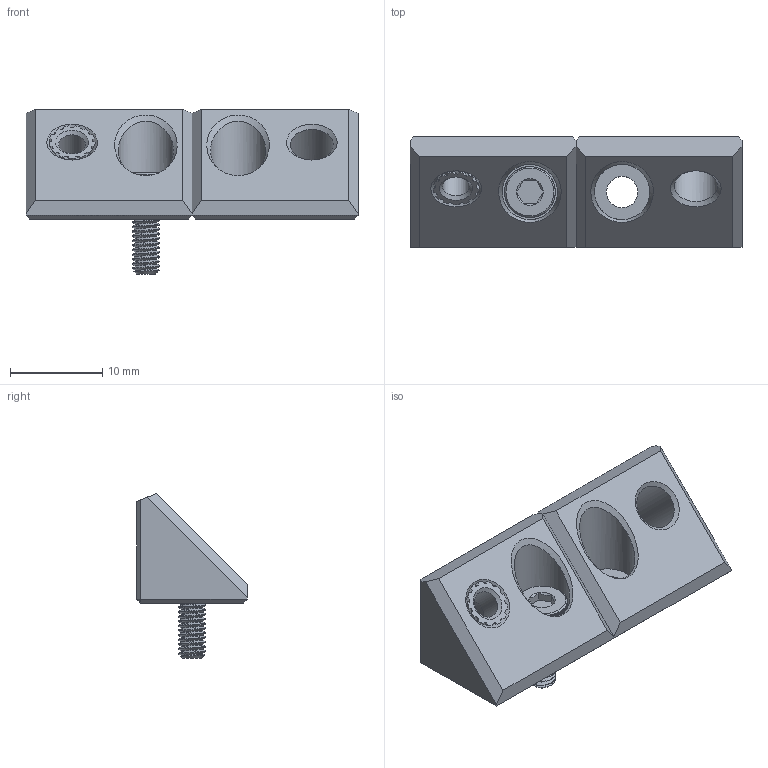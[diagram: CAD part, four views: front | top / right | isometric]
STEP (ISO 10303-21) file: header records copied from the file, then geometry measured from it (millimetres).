
FILE_DESCRIPTION(/* description */ (''),/* implementation_level */ '2;1');
FILE_NAME(/* name */ 'Brackets_2020.step',/* time_stamp */ '2022-08-17T18:35:10+02:00',/* author */ (''),/* organization */ (''),/* preprocessor_version */ 'ST-DEVELOPER v19',/* originating_system */ 'Autodesk Translation Framework v11.7.0.108',/* authorisation */ '');
FILE_SCHEMA (('AUTOMOTIVE_DESIGN { 1 0 10303 214 3 1 1 }'));
Length unit declared in the file: millimetre
Products named in the file (3): Bracket; M3 Threaded Insert; 91290A113_Black-Oxide Alloy Steel Socket Head Screw
Assembly tree (2 placements, depth 2):
  Bracket
    M3 Threaded Insert
    91290A113_Black-Oxide Alloy Steel Socket Head Screw
Bounding box: 36 x 12 x 17.88 mm (x, y, z)
Volume: 2788 mm3; surface area: 2540.8 mm2
Topology: 4 solids, 4 shells, 922 faces, 2167 edges, 1433 vertices
Faces by surface type: plane 754, bspline 82, cylinder 69, cone 17
Full cylindrical faces by diameter (mm): 2.35 x14, 2.9 x1, 3 x14, 3.4 x2, 4.2 x1, 4.25 x1, 4.6 x1, 4.7 x2, 5.5 x1, 6 x2
Entity records: 30455 total; most frequent: CARTESIAN_POINT 9316, ORIENTED_EDGE 4334, DIRECTION 4147, EDGE_CURVE 2167, VERTEX_POINT 1433, LINE 1395, VECTOR 1395, AXIS2_PLACEMENT_3D 1376
